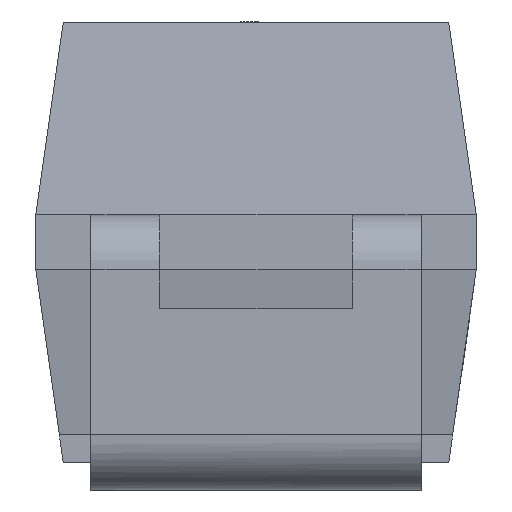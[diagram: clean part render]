
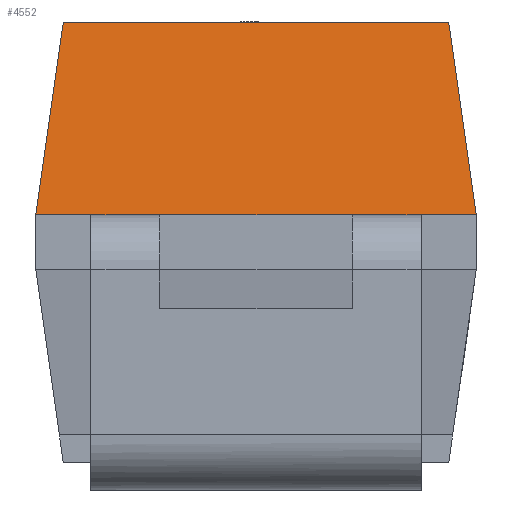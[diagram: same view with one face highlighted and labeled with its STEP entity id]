
A CAD part, left-side view. The second image highlights one B-rep face of the part: STEP entity #4552.
In plain terms, the highlighted planar face has unit normal (0.99, 0, -0.141).
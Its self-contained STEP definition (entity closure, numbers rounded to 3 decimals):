
#69 = CARTESIAN_POINT ( 'NONE',  ( -1.4, 0., 1. ) ) ;
#325 = VECTOR ( 'NONE', #6488, 1000. ) ;
#867 = DIRECTION ( 'NONE',  ( 0., -1., 0. ) ) ;
#935 = CARTESIAN_POINT ( 'NONE',  ( -1.4, -0.6, 1. ) ) ;
#1203 = DIRECTION ( 'NONE',  ( 0., -1., 0. ) ) ;
#1531 = VERTEX_POINT ( 'NONE', #13054 ) ;
#1646 = CARTESIAN_POINT ( 'NONE',  ( -1.3, -0.7, 1.7 ) ) ;
#2070 = DIRECTION ( 'NONE',  ( 0., 1., 0. ) ) ;
#2226 = EDGE_CURVE ( 'NONE', #1531, #11494, #19880, .T. ) ;
#2622 = VECTOR ( 'NONE', #2070, 1000. ) ;
#3307 = EDGE_CURVE ( 'NONE', #4559, #18942, #15061, .T. ) ;
#4552 = ADVANCED_FACE ( 'NONE', ( #18597 ), #7242, .F. ) ;
#4559 = VERTEX_POINT ( 'NONE', #9184 ) ;
#4598 = CARTESIAN_POINT ( 'NONE',  ( -1.3, -0.7, 1.7 ) ) ;
#4845 = EDGE_CURVE ( 'NONE', #18942, #11255, #5168, .T. ) ;
#5168 = LINE ( 'NONE', #7624, #18960 ) ;
#5211 = CARTESIAN_POINT ( 'NONE',  ( -1.3, 0., 1.7 ) ) ;
#6488 = DIRECTION ( 'NONE',  ( 0., -1., 0. ) ) ;
#6521 = CARTESIAN_POINT ( 'NONE',  ( -1.4, 0.8, 1. ) ) ;
#6546 = DIRECTION ( 'NONE',  ( 0., -1., 0. ) ) ;
#6552 = VECTOR ( 'NONE', #12909, 1000. ) ;
#7242 = PLANE ( 'NONE',  #16918 ) ;
#7624 = CARTESIAN_POINT ( 'NONE',  ( -1.4, 0., 1. ) ) ;
#7975 = EDGE_CURVE ( 'NONE', #11494, #4559, #15920, .T. ) ;
#8712 = CARTESIAN_POINT ( 'NONE',  ( -1.3, 0.7, 1.7 ) ) ;
#9184 = CARTESIAN_POINT ( 'NONE',  ( -1.4, -0.35, 1. ) ) ;
#9887 = DIRECTION ( 'NONE',  ( -0.14, -0.14, -0.98 ) ) ;
#10095 = EDGE_LOOP ( 'NONE', ( #19300, #16994, #10810, #14048, #13435, #13917, #16916, #14078 ) ) ;
#10280 = VECTOR ( 'NONE', #867, 1000. ) ;
#10404 = LINE ( 'NONE', #5211, #2622 ) ;
#10810 = ORIENTED_EDGE ( 'NONE', *, *, #3307, .F. ) ;
#10958 = EDGE_CURVE ( 'NONE', #13676, #11255, #11366, .T. ) ;
#11255 = VERTEX_POINT ( 'NONE', #18755 ) ;
#11366 = LINE ( 'NONE', #1646, #15639 ) ;
#11494 = VERTEX_POINT ( 'NONE', #19126 ) ;
#12150 = LINE ( 'NONE', #6521, #6552 ) ;
#12171 = CARTESIAN_POINT ( 'NONE',  ( -1.4, 0.8, 1. ) ) ;
#12237 = DIRECTION ( 'NONE',  ( -0.99, 0., 0.141 ) ) ;
#12909 = DIRECTION ( 'NONE',  ( 0.14, -0.14, 0.98 ) ) ;
#13054 = CARTESIAN_POINT ( 'NONE',  ( -1.4, 0.6, 1. ) ) ;
#13068 = VECTOR ( 'NONE', #6546, 1000. ) ;
#13435 = ORIENTED_EDGE ( 'NONE', *, *, #2226, .F. ) ;
#13578 = CARTESIAN_POINT ( 'NONE',  ( -1.4, 0., 1. ) ) ;
#13676 = VERTEX_POINT ( 'NONE', #4598 ) ;
#13917 = ORIENTED_EDGE ( 'NONE', *, *, #20788, .F. ) ;
#14048 = ORIENTED_EDGE ( 'NONE', *, *, #7975, .F. ) ;
#14078 = ORIENTED_EDGE ( 'NONE', *, *, #16663, .F. ) ;
#15061 = LINE ( 'NONE', #13578, #10280 ) ;
#15298 = CARTESIAN_POINT ( 'NONE',  ( -1.4, 0., 1. ) ) ;
#15639 = VECTOR ( 'NONE', #9887, 1000. ) ;
#15645 = EDGE_CURVE ( 'NONE', #20705, #16996, #12150, .T. ) ;
#15920 = LINE ( 'NONE', #69, #325 ) ;
#16663 = EDGE_CURVE ( 'NONE', #13676, #16996, #10404, .T. ) ;
#16786 = DIRECTION ( 'NONE',  ( 0.141, 0., 0.99 ) ) ;
#16916 = ORIENTED_EDGE ( 'NONE', *, *, #15645, .T. ) ;
#16918 = AXIS2_PLACEMENT_3D ( 'NONE', #20291, #12237, #16786 ) ;
#16994 = ORIENTED_EDGE ( 'NONE', *, *, #4845, .F. ) ;
#16996 = VERTEX_POINT ( 'NONE', #8712 ) ;
#17033 = CARTESIAN_POINT ( 'NONE',  ( -1.4, 0., 1. ) ) ;
#17414 = VECTOR ( 'NONE', #18497, 1000. ) ;
#18497 = DIRECTION ( 'NONE',  ( 0., -1., 0. ) ) ;
#18597 = FACE_OUTER_BOUND ( 'NONE', #10095, .T. ) ;
#18640 = LINE ( 'NONE', #17033, #13068 ) ;
#18755 = CARTESIAN_POINT ( 'NONE',  ( -1.4, -0.8, 1. ) ) ;
#18942 = VERTEX_POINT ( 'NONE', #935 ) ;
#18960 = VECTOR ( 'NONE', #1203, 1000. ) ;
#19126 = CARTESIAN_POINT ( 'NONE',  ( -1.4, 0.35, 1. ) ) ;
#19300 = ORIENTED_EDGE ( 'NONE', *, *, #10958, .T. ) ;
#19880 = LINE ( 'NONE', #15298, #17414 ) ;
#20291 = CARTESIAN_POINT ( 'NONE',  ( -1.3, 0., 1.7 ) ) ;
#20705 = VERTEX_POINT ( 'NONE', #12171 ) ;
#20788 = EDGE_CURVE ( 'NONE', #20705, #1531, #18640, .T. ) ;
